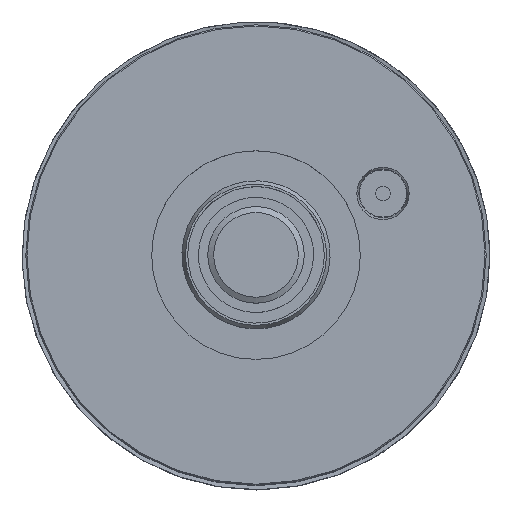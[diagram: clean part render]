
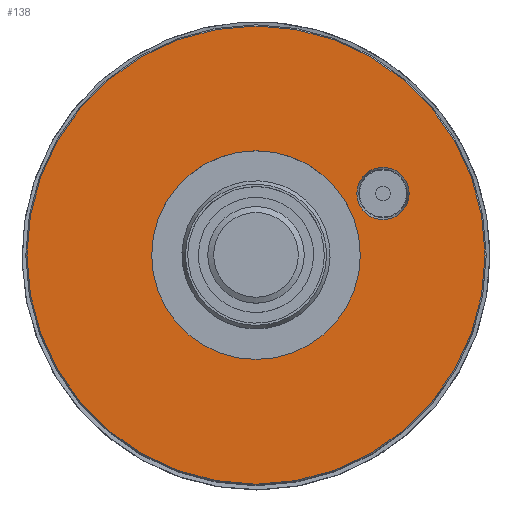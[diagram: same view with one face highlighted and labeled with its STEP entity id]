
A CAD part, top view. The second image highlights one B-rep face of the part: STEP entity #138.
In plain terms, the highlighted planar face has unit normal (0, 0, 1).
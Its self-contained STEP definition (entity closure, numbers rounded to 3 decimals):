
#81=PLANE('',#863);
#138=ADVANCED_FACE('',(#270,#271,#272),#81,.T.);
#270=FACE_BOUND('',#398,.T.);
#271=FACE_BOUND('',#399,.T.);
#272=FACE_BOUND('',#400,.T.);
#398=EDGE_LOOP('',(#526));
#399=EDGE_LOOP('',(#527));
#400=EDGE_LOOP('',(#528));
#526=ORIENTED_EDGE('',*,*,#672,.T.);
#527=ORIENTED_EDGE('',*,*,#673,.T.);
#528=ORIENTED_EDGE('',*,*,#671,.T.);
#606=VERTEX_POINT('',#1304);
#607=VERTEX_POINT('',#1307);
#608=VERTEX_POINT('',#1310);
#671=EDGE_CURVE('',#606,#606,#735,.T.);
#672=EDGE_CURVE('',#607,#607,#736,.T.);
#673=EDGE_CURVE('',#608,#608,#737,.T.);
#735=CIRCLE('',#858,3.518);
#736=CIRCLE('',#860,14.05);
#737=CIRCLE('',#862,30.85);
#858=AXIS2_PLACEMENT_3D('',#1303,#1089,#1090);
#860=AXIS2_PLACEMENT_3D('',#1306,#1093,#1094);
#862=AXIS2_PLACEMENT_3D('',#1309,#1097,#1098);
#863=AXIS2_PLACEMENT_3D('',#1311,#1099,#1100);
#1089=DIRECTION('',(0.,0.,-1.));
#1090=DIRECTION('',(0.,-1.,0.));
#1093=DIRECTION('',(0.,0.,-1.));
#1094=DIRECTION('',(0.,1.,0.));
#1097=DIRECTION('',(0.,0.,1.));
#1098=DIRECTION('',(0.,-1.,0.));
#1099=DIRECTION('',(0.,0.,1.));
#1100=DIRECTION('',(0.,1.,0.));
#1303=CARTESIAN_POINT('',(17.1,8.3,0.));
#1304=CARTESIAN_POINT('',(17.1,4.782,0.));
#1306=CARTESIAN_POINT('',(0.,0.,0.));
#1307=CARTESIAN_POINT('',(0.,14.05,0.));
#1309=CARTESIAN_POINT('',(0.,0.,0.));
#1310=CARTESIAN_POINT('',(0.,-30.85,0.));
#1311=CARTESIAN_POINT('',(0.,0.,0.));
